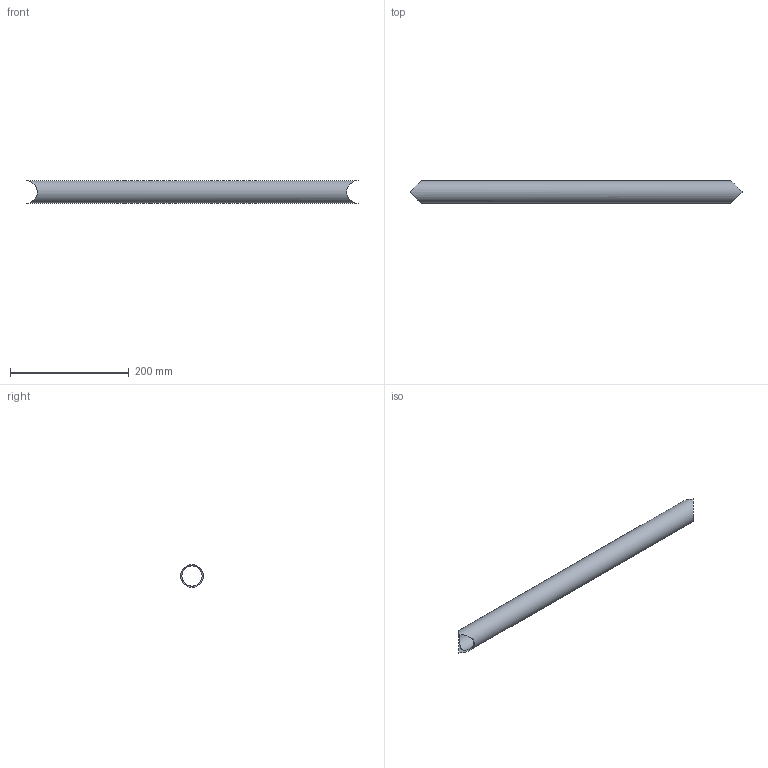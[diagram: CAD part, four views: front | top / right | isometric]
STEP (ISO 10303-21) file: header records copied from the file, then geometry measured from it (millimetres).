
FILE_DESCRIPTION(/* description */ (''),/* implementation_level */ '2;1');
FILE_NAME(/* name */ 'GE-17071-03_4.stp',/* time_stamp */ '2017-01-08T13:22:41-05:00',/* author */ ('jeff1'),/* organization */ (''),/* preprocessor_version */ 'ST-DEVELOPER v16.5',/* originating_system */ 'Autodesk Inventor 2017',/* authorisation */ '');
FILE_SCHEMA (('AUTOMOTIVE_DESIGN { 1 0 10303 214 3 1 1 }'));
Length unit declared in the file: inch
Products named in the file (1): GE-17071-03_4
Bounding box: 558.8 x 38.05 x 38.1 mm (x, y, z)
Volume: 126838.1 mm3; surface area: 121229.4 mm2
Topology: 1 solids, 1 shells, 4 faces, 9 edges, 7 vertices
Faces by surface type: cylinder 4
Full cylindrical faces by diameter (mm): 33.884 x1, 38.1 x1
Entity records: 272 total; most frequent: CARTESIAN_POINT 147, DIRECTION 18, ORIENTED_EDGE 12, AXIS2_PLACEMENT_3D 9, EDGE_LOOP 8, VERTEX_POINT 6, EDGE_CURVE 6, FACE_BOUND 4
